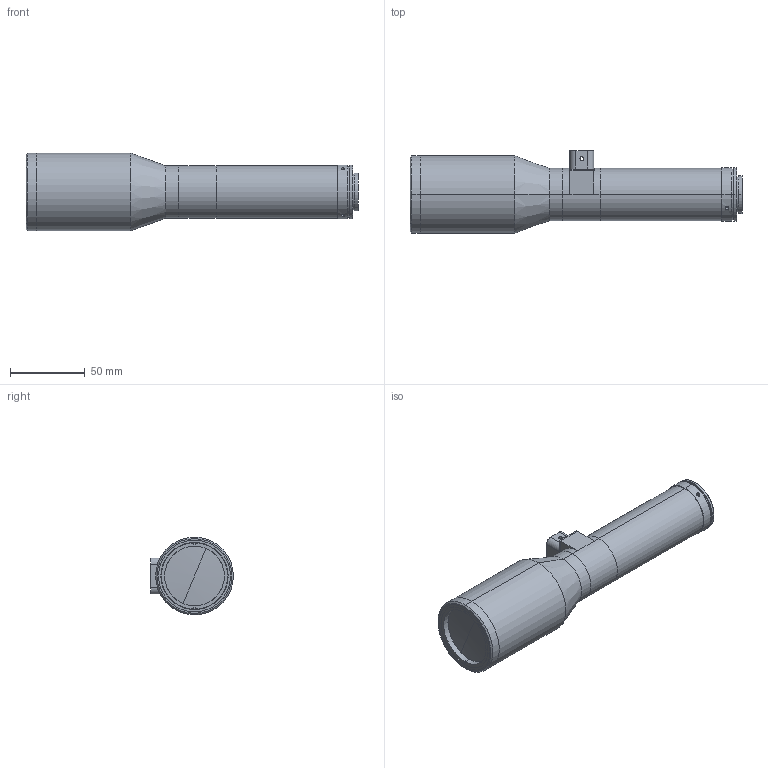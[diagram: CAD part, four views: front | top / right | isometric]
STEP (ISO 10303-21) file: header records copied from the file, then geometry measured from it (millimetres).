
FILE_DESCRIPTION (( 'STEP AP203' ), '1' );
FILE_NAME ('XF-5MDT05X178D.STEP', '2019-11-25T02:21:02', ( 'puyufan' ), ( '' ), 'SwSTEP 2.0', 'SolidWorks 2014', '' );
FILE_SCHEMA (( 'CONFIG_CONTROL_DESIGN' ));
Length unit declared in the file: millimetre
Products named in the file (1): XF-5MDT05X178D
Bounding box: 222.08 x 55.35 x 52 mm (x, y, z)
Surface area: 40924.2 mm2 (no closed solid volume)
Topology: 0 solids, 12 shells, 116 faces, 312 edges, 209 vertices
Faces by surface type: cylinder 67, plane 39, cone 8, sphere 2
Entity records: 4036 total; most frequent: CARTESIAN_POINT 942, DIRECTION 690, ORIENTED_EDGE 542, EDGE_CURVE 312, AXIS2_PLACEMENT_3D 277, VERTEX_POINT 209, CIRCLE 160, EDGE_LOOP 146
